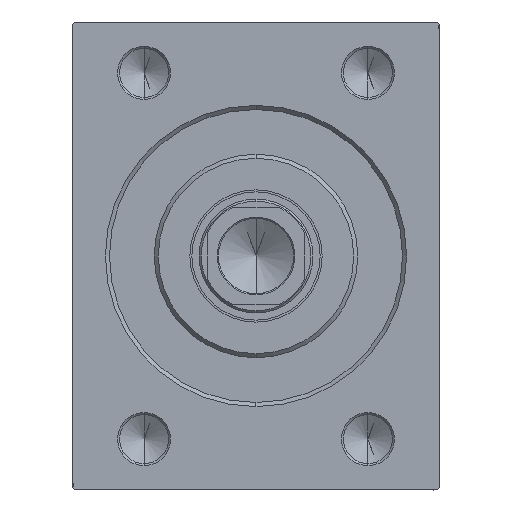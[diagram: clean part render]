
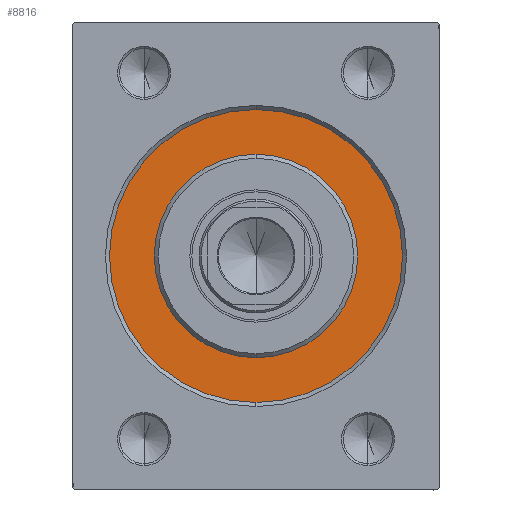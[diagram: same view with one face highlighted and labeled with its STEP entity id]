
A CAD part, left-side view. The second image highlights one B-rep face of the part: STEP entity #8816.
In plain terms, the highlighted face is planar.
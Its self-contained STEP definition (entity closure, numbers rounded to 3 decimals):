
#3419 = CARTESIAN_POINT ( 'NONE',  ( 0., 0., 0. ) ) ;
#5134 = EDGE_LOOP ( 'NONE', ( #27122, #40362 ) ) ;
#7004 = CARTESIAN_POINT ( 'NONE',  ( 0., 0., 0. ) ) ;
#7165 = DIRECTION ( 'NONE',  ( 1., 0., 0. ) ) ;
#7452 = CARTESIAN_POINT ( 'NONE',  ( 0., 0., -25. ) ) ;
#7594 = DIRECTION ( 'NONE',  ( 0., 0., -1. ) ) ;
#7895 = DIRECTION ( 'NONE',  ( -1., 0., 0. ) ) ;
#8816 = ADVANCED_FACE ( 'NONE', ( #17301, #30093 ), #37665, .F. ) ;
#10329 = ORIENTED_EDGE ( 'NONE', *, *, #38239, .F. ) ;
#11775 = DIRECTION ( 'NONE',  ( 1., 0., 0. ) ) ;
#13979 = EDGE_LOOP ( 'NONE', ( #10329, #33069 ) ) ;
#14552 = CARTESIAN_POINT ( 'NONE',  ( 0., 0., 0. ) ) ;
#14966 = AXIS2_PLACEMENT_3D ( 'NONE', #14552, #7165, #7594 ) ;
#15562 = CIRCLE ( 'NONE', #36976, 36. ) ;
#16661 = VERTEX_POINT ( 'NONE', #24238 ) ;
#17087 = DIRECTION ( 'NONE',  ( -1., 0., 0. ) ) ;
#17301 = FACE_BOUND ( 'NONE', #5134, .T. ) ;
#18225 = AXIS2_PLACEMENT_3D ( 'NONE', #21382, #11775, #35704 ) ;
#19792 = CARTESIAN_POINT ( 'NONE',  ( 0., 0., 36. ) ) ;
#20599 = EDGE_CURVE ( 'NONE', #36535, #16661, #15562, .T. ) ;
#21382 = CARTESIAN_POINT ( 'NONE',  ( 0., 0., 0. ) ) ;
#23937 = AXIS2_PLACEMENT_3D ( 'NONE', #3419, #17087, #28026 ) ;
#24238 = CARTESIAN_POINT ( 'NONE',  ( 0., 0., -36. ) ) ;
#24920 = CARTESIAN_POINT ( 'NONE',  ( 0., 0., 0. ) ) ;
#25343 = CIRCLE ( 'NONE', #23937, 36. ) ;
#27009 = EDGE_CURVE ( 'NONE', #34380, #27617, #39284, .T. ) ;
#27122 = ORIENTED_EDGE ( 'NONE', *, *, #39998, .F. ) ;
#27617 = VERTEX_POINT ( 'NONE', #38329 ) ;
#28026 = DIRECTION ( 'NONE',  ( 0., 0., 1. ) ) ;
#28724 = DIRECTION ( 'NONE',  ( 0., 0., 1. ) ) ;
#30093 = FACE_OUTER_BOUND ( 'NONE', #13979, .T. ) ;
#31813 = CIRCLE ( 'NONE', #18225, 25. ) ;
#33069 = ORIENTED_EDGE ( 'NONE', *, *, #20599, .F. ) ;
#33440 = DIRECTION ( 'NONE',  ( -1., 0., 0. ) ) ;
#34380 = VERTEX_POINT ( 'NONE', #7452 ) ;
#35308 = AXIS2_PLACEMENT_3D ( 'NONE', #7004, #33440, #44165 ) ;
#35704 = DIRECTION ( 'NONE',  ( 0., 0., -1. ) ) ;
#36535 = VERTEX_POINT ( 'NONE', #19792 ) ;
#36976 = AXIS2_PLACEMENT_3D ( 'NONE', #24920, #7895, #28724 ) ;
#37665 = PLANE ( 'NONE',  #35308 ) ;
#38239 = EDGE_CURVE ( 'NONE', #16661, #36535, #25343, .T. ) ;
#38329 = CARTESIAN_POINT ( 'NONE',  ( 0., 0., 25. ) ) ;
#39284 = CIRCLE ( 'NONE', #14966, 25. ) ;
#39998 = EDGE_CURVE ( 'NONE', #27617, #34380, #31813, .T. ) ;
#40362 = ORIENTED_EDGE ( 'NONE', *, *, #27009, .F. ) ;
#44165 = DIRECTION ( 'NONE',  ( 0., 0., 1. ) ) ;
